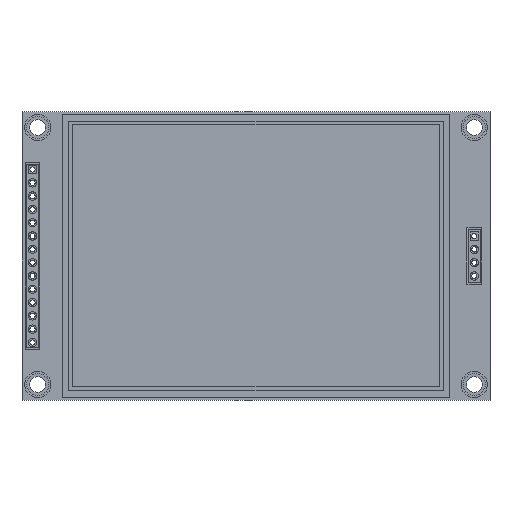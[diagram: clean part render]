
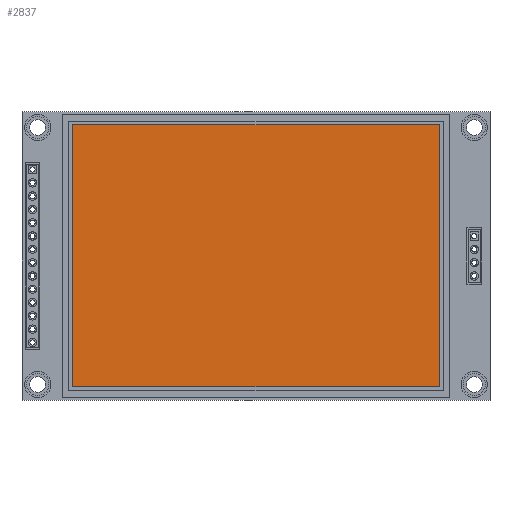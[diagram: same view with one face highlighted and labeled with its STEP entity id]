
A CAD part, top view. The second image highlights one B-rep face of the part: STEP entity #2837.
In plain terms, the highlighted planar face has unit normal (0, 0, 1).
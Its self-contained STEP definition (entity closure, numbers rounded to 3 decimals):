
#275=PLANE('',#3176);
#449=FACE_OUTER_BOUND('',#719,.T.);
#719=EDGE_LOOP('',(#2595,#2596,#2597,#2598));
#941=LINE('',#4752,#1171);
#944=LINE('',#4758,#1174);
#947=LINE('',#4764,#1177);
#950=LINE('',#4768,#1180);
#1171=VECTOR('',#3986,10.);
#1174=VECTOR('',#3991,10.);
#1177=VECTOR('',#3996,10.);
#1180=VECTOR('',#4001,10.);
#1535=VERTEX_POINT('',#4749);
#1536=VERTEX_POINT('',#4751);
#1538=VERTEX_POINT('',#4757);
#1540=VERTEX_POINT('',#4763);
#1885=EDGE_CURVE('',#1536,#1535,#941,.T.);
#1888=EDGE_CURVE('',#1538,#1536,#944,.T.);
#1891=EDGE_CURVE('',#1540,#1538,#947,.T.);
#1894=EDGE_CURVE('',#1535,#1540,#950,.T.);
#2595=ORIENTED_EDGE('',*,*,#1894,.T.);
#2596=ORIENTED_EDGE('',*,*,#1891,.T.);
#2597=ORIENTED_EDGE('',*,*,#1888,.T.);
#2598=ORIENTED_EDGE('',*,*,#1885,.T.);
#2837=ADVANCED_FACE('',(#449),#275,.T.);
#3176=AXIS2_PLACEMENT_3D('',#4769,#4002,#4003);
#3986=DIRECTION('',(1.,0.,0.));
#3991=DIRECTION('',(0.,-1.,0.));
#3996=DIRECTION('',(-1.,0.,0.));
#4001=DIRECTION('',(0.,1.,0.));
#4002=DIRECTION('center_axis',(0.,0.,1.));
#4003=DIRECTION('ref_axis',(1.,0.,0.));
#4749=CARTESIAN_POINT('',(35.,-25.,4.));
#4751=CARTESIAN_POINT('',(-35.,-25.,4.));
#4752=CARTESIAN_POINT('',(35.,-25.,4.));
#4757=CARTESIAN_POINT('',(-35.,25.,4.));
#4758=CARTESIAN_POINT('',(-35.,-25.,4.));
#4763=CARTESIAN_POINT('',(35.,25.,4.));
#4764=CARTESIAN_POINT('',(-35.,25.,4.));
#4768=CARTESIAN_POINT('',(35.,25.,4.));
#4769=CARTESIAN_POINT('Origin',(0.,0.,4.));
